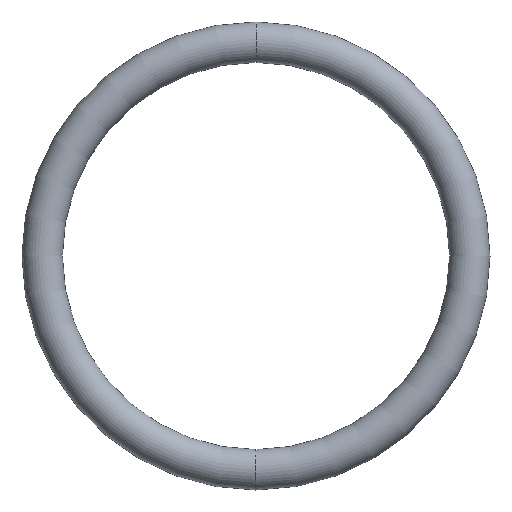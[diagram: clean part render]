
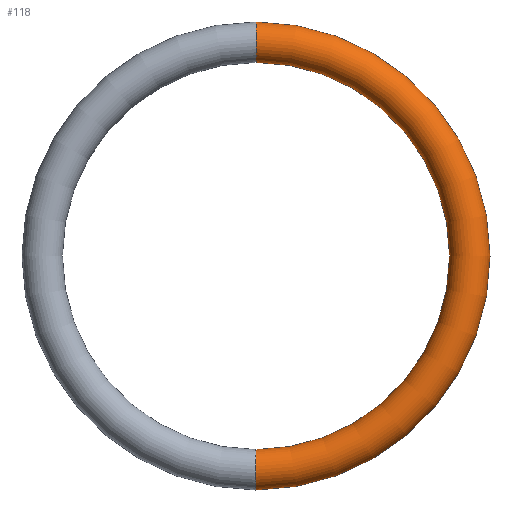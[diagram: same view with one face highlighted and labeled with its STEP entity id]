
A CAD part, left-side view. The second image highlights one B-rep face of the part: STEP entity #118.
In plain terms, the highlighted toroidal (fillet/blend) face has major radius 9.398 mm and minor radius 0.889 mm.
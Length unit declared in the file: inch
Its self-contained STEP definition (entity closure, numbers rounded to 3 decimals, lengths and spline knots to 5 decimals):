
#55 = DIRECTION ( 'NONE',  ( 0., 0., 1. ) ) ;
#56 = DIRECTION ( 'NONE',  ( 0., 1., 0. ) ) ;
#57 = CARTESIAN_POINT ( 'NONE',  ( 0.1, 0., -0.37 ) ) ;
#58 = AXIS2_PLACEMENT_3D ( 'NONE', #57, #56, #55 ) ;
#59 = CIRCLE ( 'NONE', #58, 0.035 ) ;
#60 = CARTESIAN_POINT ( 'NONE',  ( 0.1, 0., 0.405 ) ) ;
#61 = DIRECTION ( 'NONE',  ( 0., 0., 1. ) ) ;
#62 = DIRECTION ( 'NONE',  ( -1., 0., 0. ) ) ;
#63 = CARTESIAN_POINT ( 'NONE',  ( 0.1, 0., 0. ) ) ;
#73 = DIRECTION ( 'NONE',  ( 0., 0., 1. ) ) ;
#87 = DIRECTION ( 'NONE',  ( 0., 0., 1. ) ) ;
#88 = DIRECTION ( 'NONE',  ( -1., 0., 0. ) ) ;
#89 = AXIS2_PLACEMENT_3D ( 'NONE', #188, #88, #87 ) ;
#90 = TOROIDAL_SURFACE ( 'NONE', #89, 0.37, 0.035 ) ;
#91 = CARTESIAN_POINT ( 'NONE',  ( 0.1, 0., 0.335 ) ) ;
#92 = CARTESIAN_POINT ( 'NONE',  ( 0.1, 0., -0.335 ) ) ;
#93 = CARTESIAN_POINT ( 'NONE',  ( 0.1, 0., -0.405 ) ) ;
#94 = VERTEX_POINT ( 'NONE', #93 ) ;
#95 = VERTEX_POINT ( 'NONE', #92 ) ;
#96 = EDGE_CURVE ( 'NONE', #181, #120, #132, .T. ) ;
#110 = DIRECTION ( 'NONE',  ( 0., 0., -1. ) ) ;
#111 = DIRECTION ( 'NONE',  ( 0., -1., 0. ) ) ;
#112 = CARTESIAN_POINT ( 'NONE',  ( 0.1, 0., 0.37 ) ) ;
#113 = AXIS2_PLACEMENT_3D ( 'NONE', #112, #111, #110 ) ;
#114 = ORIENTED_EDGE ( 'NONE', *, *, #96, .T. ) ;
#115 = ORIENTED_EDGE ( 'NONE', *, *, #179, .T. ) ;
#118 = ADVANCED_FACE ( 'NONE', ( #194 ), #90, .T. ) ;
#120 = VERTEX_POINT ( 'NONE', #91 ) ;
#123 = ORIENTED_EDGE ( 'NONE', *, *, #153, .F. ) ;
#125 = EDGE_LOOP ( 'NONE', ( #180, #115, #114, #123 ) ) ;
#132 = CIRCLE ( 'NONE', #113, 0.035 ) ;
#135 = AXIS2_PLACEMENT_3D ( 'NONE', #63, #62, #61 ) ;
#136 = CIRCLE ( 'NONE', #135, 0.405 ) ;
#141 = DIRECTION ( 'NONE',  ( -1., 0., 0. ) ) ;
#142 = CARTESIAN_POINT ( 'NONE',  ( 0.1, 0., 0. ) ) ;
#143 = AXIS2_PLACEMENT_3D ( 'NONE', #142, #141, #73 ) ;
#144 = CIRCLE ( 'NONE', #143, 0.335 ) ;
#153 = EDGE_CURVE ( 'NONE', #95, #120, #144, .T. ) ;
#179 = EDGE_CURVE ( 'NONE', #94, #181, #136, .T. ) ;
#180 = ORIENTED_EDGE ( 'NONE', *, *, #183, .F. ) ;
#181 = VERTEX_POINT ( 'NONE', #60 ) ;
#183 = EDGE_CURVE ( 'NONE', #94, #95, #59, .T. ) ;
#188 = CARTESIAN_POINT ( 'NONE',  ( 0.1, 0., 0. ) ) ;
#194 = FACE_OUTER_BOUND ( 'NONE', #125, .T. ) ;
